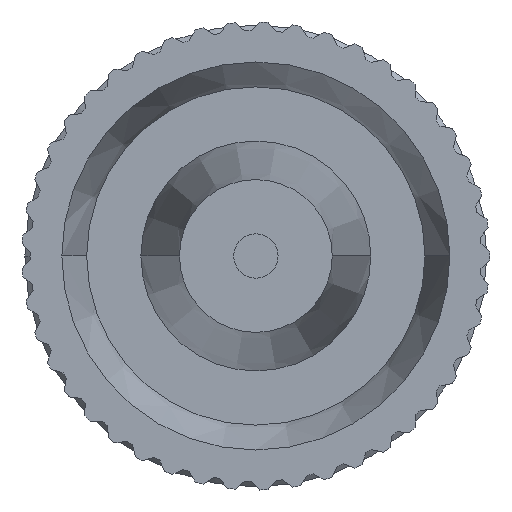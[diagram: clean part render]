
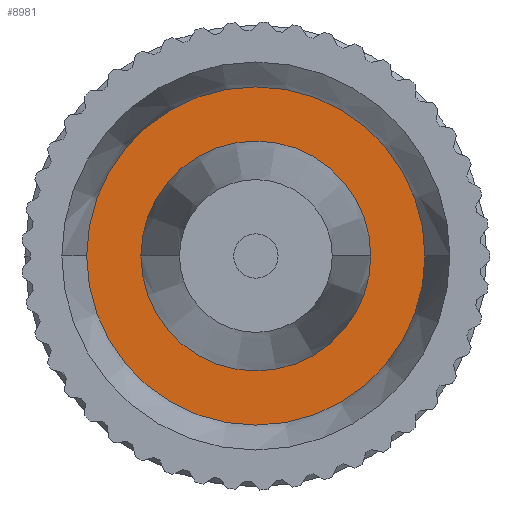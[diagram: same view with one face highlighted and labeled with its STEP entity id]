
A CAD part, front view. The second image highlights one B-rep face of the part: STEP entity #8981.
In plain terms, the highlighted face is planar.
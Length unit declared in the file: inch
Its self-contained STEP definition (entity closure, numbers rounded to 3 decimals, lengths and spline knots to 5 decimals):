
#602 = CARTESIAN_POINT ( 'NONE',  ( 0.066, 0., 0. ) ) ;
#634 = DIRECTION ( 'NONE',  ( -1., 0., 0. ) ) ;
#810 = EDGE_CURVE ( 'NONE', #8975, #2463, #6219, .T. ) ;
#1391 = DIRECTION ( 'NONE',  ( 0., 0., 1. ) ) ;
#2065 = CARTESIAN_POINT ( 'NONE',  ( 0.066, 0., 0.13731 ) ) ;
#2086 = DIRECTION ( 'NONE',  ( 0., 0., 1. ) ) ;
#2463 = VERTEX_POINT ( 'NONE', #2065 ) ;
#2558 = CIRCLE ( 'NONE', #8197, 0.09331 ) ;
#2829 = DIRECTION ( 'NONE',  ( -1., 0., 0. ) ) ;
#2930 = AXIS2_PLACEMENT_3D ( 'NONE', #6683, #9901, #5951 ) ;
#3348 = DIRECTION ( 'NONE',  ( -1., 0., 0. ) ) ;
#3416 = FACE_BOUND ( 'NONE', #8864, .T. ) ;
#3440 = ORIENTED_EDGE ( 'NONE', *, *, #9953, .T. ) ;
#3456 = EDGE_CURVE ( 'NONE', #2463, #8975, #10184, .T. ) ;
#3565 = PLANE ( 'NONE',  #6007 ) ;
#3769 = EDGE_CURVE ( 'NONE', #5536, #8181, #2558, .T. ) ;
#3808 = ORIENTED_EDGE ( 'NONE', *, *, #810, .F. ) ;
#4020 = CARTESIAN_POINT ( 'NONE',  ( 0.066, 0., 0. ) ) ;
#4189 = AXIS2_PLACEMENT_3D ( 'NONE', #602, #634, #7233 ) ;
#4794 = FACE_OUTER_BOUND ( 'NONE', #7612, .T. ) ;
#5177 = CARTESIAN_POINT ( 'NONE',  ( 0.066, 0., -0.13731 ) ) ;
#5217 = CARTESIAN_POINT ( 'NONE',  ( 0.066, 0., -0.13731 ) ) ;
#5536 = VERTEX_POINT ( 'NONE', #9825 ) ;
#5951 = DIRECTION ( 'NONE',  ( 0., 0., 1. ) ) ;
#6007 = AXIS2_PLACEMENT_3D ( 'NONE', #5177, #2829, #2086 ) ;
#6211 = DIRECTION ( 'NONE',  ( -1., 0., 0. ) ) ;
#6219 = CIRCLE ( 'NONE', #4189, 0.13731 ) ;
#6432 = DIRECTION ( 'NONE',  ( 0., 0., 1. ) ) ;
#6471 = AXIS2_PLACEMENT_3D ( 'NONE', #4020, #3348, #6432 ) ;
#6683 = CARTESIAN_POINT ( 'NONE',  ( 0.066, 0., 0. ) ) ;
#7233 = DIRECTION ( 'NONE',  ( 0., 0., 1. ) ) ;
#7612 = EDGE_LOOP ( 'NONE', ( #7772, #3808 ) ) ;
#7772 = ORIENTED_EDGE ( 'NONE', *, *, #3456, .F. ) ;
#7910 = ORIENTED_EDGE ( 'NONE', *, *, #3769, .T. ) ;
#8181 = VERTEX_POINT ( 'NONE', #9155 ) ;
#8197 = AXIS2_PLACEMENT_3D ( 'NONE', #9351, #6211, #1391 ) ;
#8864 = EDGE_LOOP ( 'NONE', ( #3440, #7910 ) ) ;
#8975 = VERTEX_POINT ( 'NONE', #5217 ) ;
#8981 = ADVANCED_FACE ( 'NONE', ( #4794, #3416 ), #3565, .F. ) ;
#9155 = CARTESIAN_POINT ( 'NONE',  ( 0.066, 0., 0.09331 ) ) ;
#9351 = CARTESIAN_POINT ( 'NONE',  ( 0.066, 0., 0. ) ) ;
#9746 = CIRCLE ( 'NONE', #2930, 0.09331 ) ;
#9825 = CARTESIAN_POINT ( 'NONE',  ( 0.066, 0., -0.09331 ) ) ;
#9901 = DIRECTION ( 'NONE',  ( -1., 0., 0. ) ) ;
#9953 = EDGE_CURVE ( 'NONE', #8181, #5536, #9746, .T. ) ;
#10184 = CIRCLE ( 'NONE', #6471, 0.13731 ) ;
